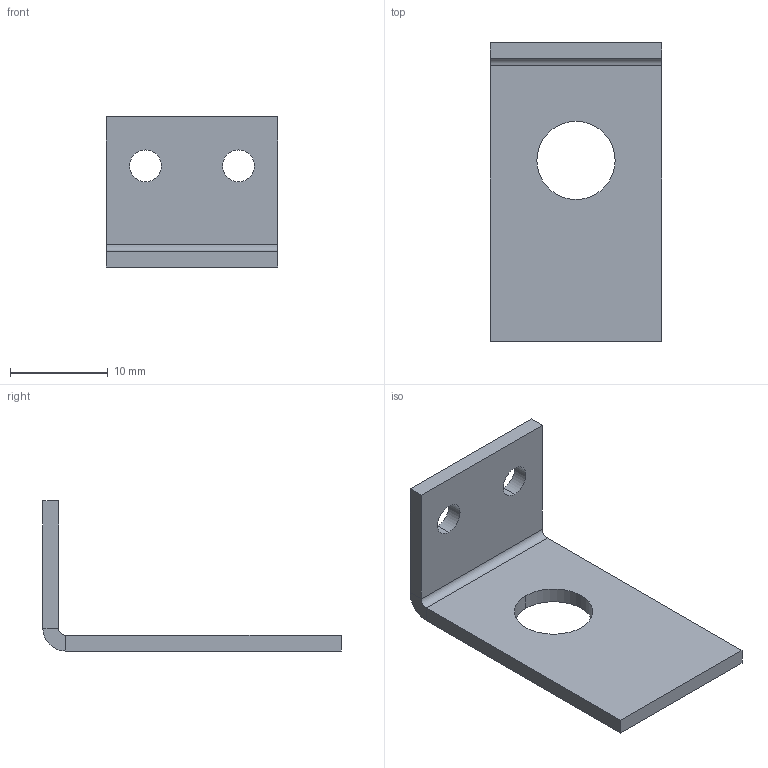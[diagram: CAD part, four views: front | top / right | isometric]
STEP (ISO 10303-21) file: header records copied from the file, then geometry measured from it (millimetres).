
FILE_DESCRIPTION (( 'STEP AP214' ), '1' );
FILE_NAME ('topBusbar.STEP', '2024-12-29T22:57:27', ( '' ), ( '' ), 'SwSTEP 2.0', 'SolidWorks 2024', '' );
FILE_SCHEMA (( 'AUTOMOTIVE_DESIGN' ));
Length unit declared in the file: millimetre
Products named in the file (1): topBusbar
Bounding box: 17.5 x 30.48 x 15.34 mm (x, y, z)
Volume: 1112.4 mm3; surface area: 1658.9 mm2
Topology: 1 solids, 1 shells, 20 faces, 46 edges, 28 vertices
Faces by surface type: plane 12, cylinder 8
Entity records: 597 total; most frequent: DIRECTION 104, CARTESIAN_POINT 95, ORIENTED_EDGE 92, EDGE_CURVE 46, AXIS2_PLACEMENT_3D 37, LINE 30, VECTOR 30, VERTEX_POINT 28
